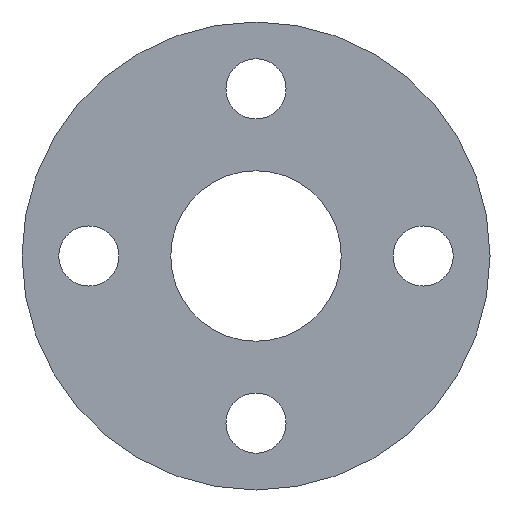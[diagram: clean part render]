
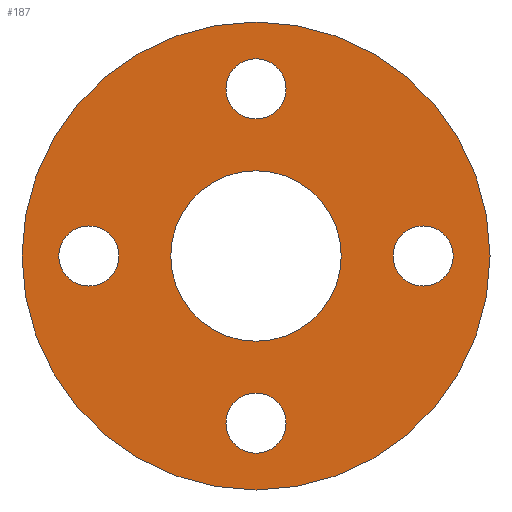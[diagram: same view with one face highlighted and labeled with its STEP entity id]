
A CAD part, left-side view. The second image highlights one B-rep face of the part: STEP entity #187.
In plain terms, the highlighted planar face has unit normal (-1, 0, 0).
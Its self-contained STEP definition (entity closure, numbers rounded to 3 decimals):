
#101 = VERTEX_POINT( '', #267 );
#105 = VERTEX_POINT( '', #272 );
#109 = VERTEX_POINT( '', #276 );
#129 = EDGE_CURVE( '', #181, #217, #303, .T. );
#133 = EDGE_CURVE( '', #243, #235, #308, .T. );
#135 = EDGE_CURVE( '', #149, #163, #310, .T. );
#143 = EDGE_CURVE( '', #217, #181, #320, .T. );
#149 = VERTEX_POINT( '', #326 );
#157 = EDGE_CURVE( '', #105, #239, #336, .T. );
#163 = VERTEX_POINT( '', #342 );
#165 = EDGE_CURVE( '', #235, #243, #344, .T. );
#181 = VERTEX_POINT( '', #361 );
#183 = EDGE_CURVE( '', #189, #101, #363, .T. );
#187 = ADVANCED_FACE( '', ( #367, #368, #369, #370, #371, #372 ), #373, .F. );
#189 = VERTEX_POINT( '', #375 );
#207 = EDGE_CURVE( '', #239, #105, #394, .T. );
#211 = EDGE_CURVE( '', #163, #149, #398, .T. );
#215 = VERTEX_POINT( '', #402 );
#217 = VERTEX_POINT( '', #404 );
#221 = EDGE_CURVE( '', #215, #109, #408, .T. );
#223 = EDGE_CURVE( '', #109, #215, #410, .T. );
#235 = VERTEX_POINT( '', #425 );
#239 = VERTEX_POINT( '', #429 );
#241 = EDGE_CURVE( '', #101, #189, #431, .T. );
#243 = VERTEX_POINT( '', #433 );
#267 = CARTESIAN_POINT( '', ( 0., 0., 70. ) );
#272 = CARTESIAN_POINT( '', ( 0., 59., 0. ) );
#276 = CARTESIAN_POINT( '', ( 0., -9., 50. ) );
#303 = CIRCLE( '', #497, 9. );
#308 = CIRCLE( '', #503, 25.5 );
#310 = CIRCLE( '', #506, 9. );
#320 = CIRCLE( '', #518, 9. );
#326 = CARTESIAN_POINT( '', ( 0., -9., -50. ) );
#336 = CIRCLE( '', #537, 9. );
#342 = CARTESIAN_POINT( '', ( 0., 9., -50. ) );
#344 = CIRCLE( '', #547, 25.5 );
#361 = CARTESIAN_POINT( '', ( 0., -41., 0. ) );
#363 = CIRCLE( '', #573, 70. );
#367 = FACE_BOUND( '', #577, .T. );
#368 = FACE_BOUND( '', #578, .T. );
#369 = FACE_BOUND( '', #579, .T. );
#370 = FACE_BOUND( '', #580, .T. );
#371 = FACE_OUTER_BOUND( '', #581, .T. );
#372 = FACE_BOUND( '', #582, .T. );
#373 = PLANE( '', #583 );
#375 = CARTESIAN_POINT( '', ( 0., 0., -70. ) );
#394 = CIRCLE( '', #608, 9. );
#398 = CIRCLE( '', #615, 9. );
#402 = CARTESIAN_POINT( '', ( 0., 9., 50. ) );
#404 = CARTESIAN_POINT( '', ( 0., -59., 0. ) );
#408 = CIRCLE( '', #627, 9. );
#410 = CIRCLE( '', #630, 9. );
#425 = CARTESIAN_POINT( '', ( 0., 0., 25.5 ) );
#429 = CARTESIAN_POINT( '', ( 0., 41., 0. ) );
#431 = CIRCLE( '', #656, 70. );
#433 = CARTESIAN_POINT( '', ( 0., 0., -25.5 ) );
#497 = AXIS2_PLACEMENT_3D( '', #707, #708, #709 );
#503 = AXIS2_PLACEMENT_3D( '', #718, #719, #720 );
#506 = AXIS2_PLACEMENT_3D( '', #721, #722, #723 );
#518 = AXIS2_PLACEMENT_3D( '', #743, #744, #745 );
#537 = AXIS2_PLACEMENT_3D( '', #763, #764, #765 );
#547 = AXIS2_PLACEMENT_3D( '', #769, #770, #771 );
#573 = AXIS2_PLACEMENT_3D( '', #793, #794, #795 );
#577 = EDGE_LOOP( '', ( #797, #798 ) );
#578 = EDGE_LOOP( '', ( #799, #800 ) );
#579 = EDGE_LOOP( '', ( #801, #802 ) );
#580 = EDGE_LOOP( '', ( #803, #804 ) );
#581 = EDGE_LOOP( '', ( #805, #806 ) );
#582 = EDGE_LOOP( '', ( #807, #808 ) );
#583 = AXIS2_PLACEMENT_3D( '', #809, #810, #811 );
#608 = AXIS2_PLACEMENT_3D( '', #828, #829, #830 );
#615 = AXIS2_PLACEMENT_3D( '', #832, #833, #834 );
#627 = AXIS2_PLACEMENT_3D( '', #838, #839, #840 );
#630 = AXIS2_PLACEMENT_3D( '', #841, #842, #843 );
#656 = AXIS2_PLACEMENT_3D( '', #875, #876, #877 );
#707 = CARTESIAN_POINT( '', ( 0., -50., 0. ) );
#708 = DIRECTION( '', ( 1., 0., 0. ) );
#709 = DIRECTION( '', ( 0., 1., 0. ) );
#718 = CARTESIAN_POINT( '', ( 0., 0., 0. ) );
#719 = DIRECTION( '', ( 1., 0., 0. ) );
#720 = DIRECTION( '', ( 0., 0., -1. ) );
#721 = CARTESIAN_POINT( '', ( 0., 0., -50. ) );
#722 = DIRECTION( '', ( 1., 0., 0. ) );
#723 = DIRECTION( '', ( 0., 1., 0. ) );
#743 = CARTESIAN_POINT( '', ( 0., -50., 0. ) );
#744 = DIRECTION( '', ( 1., 0., 0. ) );
#745 = DIRECTION( '', ( 0., 1., 0. ) );
#763 = CARTESIAN_POINT( '', ( 0., 50., 0. ) );
#764 = DIRECTION( '', ( 1., 0., 0. ) );
#765 = DIRECTION( '', ( 0., 1., 0. ) );
#769 = CARTESIAN_POINT( '', ( 0., 0., 0. ) );
#770 = DIRECTION( '', ( 1., 0., 0. ) );
#771 = DIRECTION( '', ( 0., 0., -1. ) );
#793 = CARTESIAN_POINT( '', ( 0., 0., 0. ) );
#794 = DIRECTION( '', ( 1., 0., 0. ) );
#795 = DIRECTION( '', ( 0., 0., -1. ) );
#797 = ORIENTED_EDGE( '', *, *, #211, .T. );
#798 = ORIENTED_EDGE( '', *, *, #135, .T. );
#799 = ORIENTED_EDGE( '', *, *, #129, .T. );
#800 = ORIENTED_EDGE( '', *, *, #143, .T. );
#801 = ORIENTED_EDGE( '', *, *, #221, .T. );
#802 = ORIENTED_EDGE( '', *, *, #223, .T. );
#803 = ORIENTED_EDGE( '', *, *, #157, .T. );
#804 = ORIENTED_EDGE( '', *, *, #207, .T. );
#805 = ORIENTED_EDGE( '', *, *, #183, .F. );
#806 = ORIENTED_EDGE( '', *, *, #241, .F. );
#807 = ORIENTED_EDGE( '', *, *, #133, .T. );
#808 = ORIENTED_EDGE( '', *, *, #165, .T. );
#809 = CARTESIAN_POINT( '', ( 0., 0., 0. ) );
#810 = DIRECTION( '', ( 1., 0., 0. ) );
#811 = DIRECTION( '', ( 0., 0., -1. ) );
#828 = CARTESIAN_POINT( '', ( 0., 50., 0. ) );
#829 = DIRECTION( '', ( 1., 0., 0. ) );
#830 = DIRECTION( '', ( 0., 1., 0. ) );
#832 = CARTESIAN_POINT( '', ( 0., 0., -50. ) );
#833 = DIRECTION( '', ( 1., 0., 0. ) );
#834 = DIRECTION( '', ( 0., 1., 0. ) );
#838 = CARTESIAN_POINT( '', ( 0., 0., 50. ) );
#839 = DIRECTION( '', ( 1., 0., 0. ) );
#840 = DIRECTION( '', ( 0., 1., 0. ) );
#841 = CARTESIAN_POINT( '', ( 0., 0., 50. ) );
#842 = DIRECTION( '', ( 1., 0., 0. ) );
#843 = DIRECTION( '', ( 0., 1., 0. ) );
#875 = CARTESIAN_POINT( '', ( 0., 0., 0. ) );
#876 = DIRECTION( '', ( 1., 0., 0. ) );
#877 = DIRECTION( '', ( 0., 0., -1. ) );
